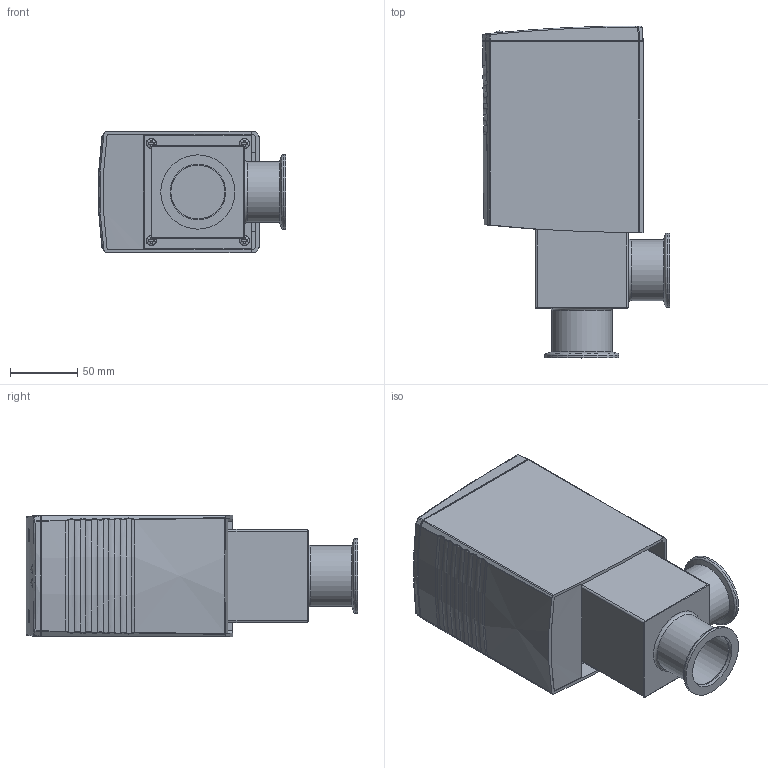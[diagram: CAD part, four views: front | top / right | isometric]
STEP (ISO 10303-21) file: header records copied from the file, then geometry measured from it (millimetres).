
FILE_DESCRIPTION((''),'2;1');
FILE_NAME('MPFA54506.stp','2008-07-04T15:29:44',('KPE'),(''),'Autodesk Inventor 2009','Autodesk Inventor 2009','');
FILE_SCHEMA(('AUTOMOTIVE_DESIGN { 1 0 10303 214 1 1 1 1 }'));
Length unit declared in the file: millimetre
Products named in the file (1): M253-504
Bounding box: 138.69 x 246 x 90 mm (x, y, z)
Volume: 501765.1 mm3; surface area: 387288.4 mm2
Topology: 13 solids, 13 shells, 1468 faces, 3565 edges, 2281 vertices
Faces by surface type: plane 780, cylinder 290, bspline 151, torus 116, cone 111, sphere 20
Full cylindrical faces by diameter (mm): 2.5 x4, 3 x4, 3.242 x4, 3.4 x4, 4 x4, 4.1 x4, 4.2 x8, 5 x4, 5.3 x4, 5.5 x3, 6.5 x4, 7 x4, 7.5 x6, 8.5 x4, 10 x1, 11.934 x4, 13 x1, 20.5 x1, 31.7 x1, 31.98 x1, 40 x3, 41.3 x2, 42 x1, 45 x2, 49 x1, 54 x1, 55 x2, 60.9 x1, 62.9 x1
Entity records: 52289 total; most frequent: CARTESIAN_POINT 18808, DIRECTION 7018, ORIENTED_EDGE 6572, EDGE_CURVE 3286, AXIS2_PLACEMENT_3D 2654, VERTEX_POINT 2245, EDGE_LOOP 1915, VECTOR 1710
